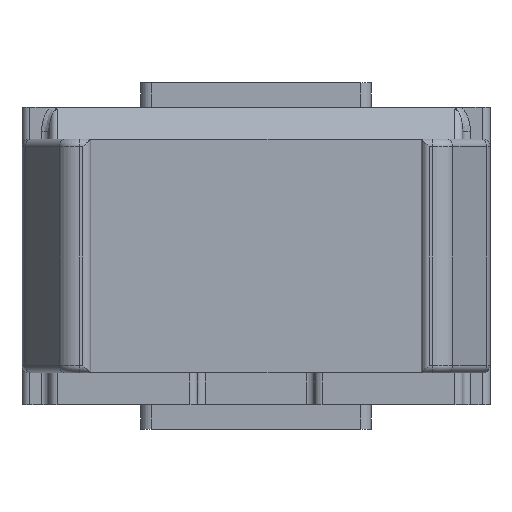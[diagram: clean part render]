
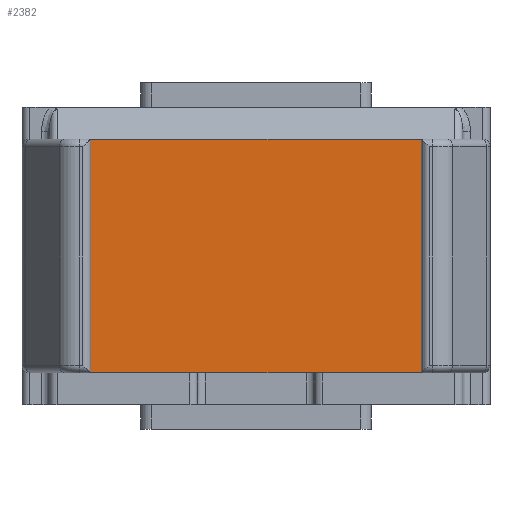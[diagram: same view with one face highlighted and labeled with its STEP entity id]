
A CAD part, front view. The second image highlights one B-rep face of the part: STEP entity #2382.
In plain terms, the highlighted planar face has unit normal (0, -1, 0).
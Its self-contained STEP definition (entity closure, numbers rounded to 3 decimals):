
#131=PLANE('',#2646);
#250=LINE('',#3968,#439);
#290=LINE('',#4093,#479);
#314=LINE('',#4165,#503);
#315=LINE('',#4167,#504);
#439=VECTOR('',#3142,10.);
#479=VECTOR('',#3280,10.);
#503=VECTOR('',#3336,10.);
#504=VECTOR('',#3339,10.);
#711=FACE_OUTER_BOUND('',#860,.T.);
#860=EDGE_LOOP('',(#2134,#2135,#2136,#2137));
#1148=VERTEX_POINT('',#3965);
#1149=VERTEX_POINT('',#3967);
#1184=VERTEX_POINT('',#4090);
#1185=VERTEX_POINT('',#4092);
#1431=EDGE_CURVE('',#1148,#1149,#250,.T.);
#1494=EDGE_CURVE('',#1185,#1184,#290,.T.);
#1523=EDGE_CURVE('',#1148,#1185,#314,.T.);
#1524=EDGE_CURVE('',#1184,#1149,#315,.T.);
#2134=ORIENTED_EDGE('',*,*,#1523,.T.);
#2135=ORIENTED_EDGE('',*,*,#1494,.T.);
#2136=ORIENTED_EDGE('',*,*,#1524,.T.);
#2137=ORIENTED_EDGE('',*,*,#1431,.F.);
#2382=ADVANCED_FACE('',(#711),#131,.T.);
#2646=AXIS2_PLACEMENT_3D('',#4166,#3337,#3338);
#3142=DIRECTION('',(1.,0.,0.));
#3280=DIRECTION('',(1.,0.,0.));
#3336=DIRECTION('',(0.,0.,-1.));
#3337=DIRECTION('center_axis',(0.,-1.,
0.));
#3338=DIRECTION('ref_axis',(0.,0.,-1.));
#3339=DIRECTION('',(0.,0.,1.));
#3965=CARTESIAN_POINT('',(12.546,50.,37.225));
#3967=CARTESIAN_POINT('',(56.988,49.995,37.225));
#3968=CARTESIAN_POINT('',(4.767,50.001,37.225));
#4090=CARTESIAN_POINT('',(56.988,49.995,7.225));
#4092=CARTESIAN_POINT('',(12.546,50.,7.225));
#4093=CARTESIAN_POINT('',(4.767,50.001,7.225));
#4165=CARTESIAN_POINT('',(12.546,50.,22.225));
#4166=CARTESIAN_POINT('Origin',(4.767,50.001,37.225));
#4167=CARTESIAN_POINT('',(56.988,49.995,22.225));
